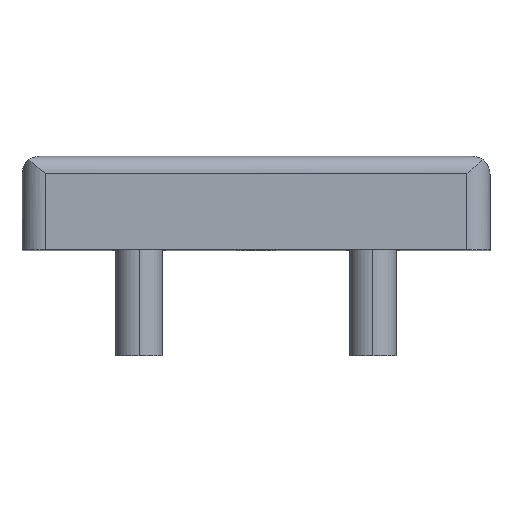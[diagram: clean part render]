
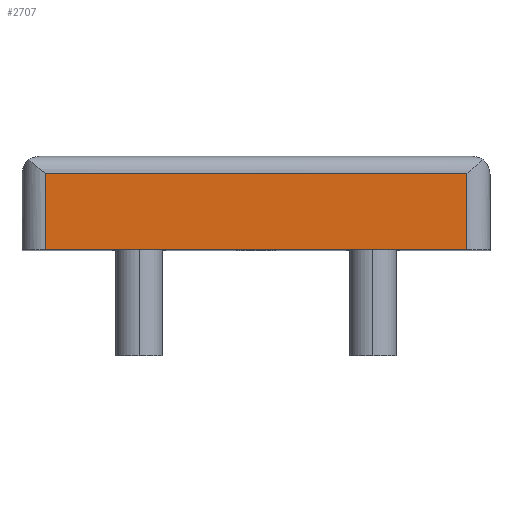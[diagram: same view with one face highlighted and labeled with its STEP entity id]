
A CAD part, top view. The second image highlights one B-rep face of the part: STEP entity #2707.
In plain terms, the highlighted planar face has unit normal (0, 0, 1).
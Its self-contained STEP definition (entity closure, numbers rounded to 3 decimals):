
#19 = LINE ( 'NONE', #1411, #429 ) ;
#68 = CARTESIAN_POINT ( 'NONE',  ( -36., 0., 40. ) ) ;
#106 = DIRECTION ( 'NONE',  ( 0., -1., 0. ) ) ;
#110 = EDGE_CURVE ( 'NONE', #2477, #1378, #19, .T. ) ;
#123 = DIRECTION ( 'NONE',  ( 1., 0., 0. ) ) ;
#189 = CARTESIAN_POINT ( 'NONE',  ( 36., 0., 40. ) ) ;
#230 = ORIENTED_EDGE ( 'NONE', *, *, #453, .T. ) ;
#285 = DIRECTION ( 'NONE',  ( 0., -1., 0. ) ) ;
#304 = PLANE ( 'NONE',  #461 ) ;
#412 = EDGE_LOOP ( 'NONE', ( #983, #1007, #230, #1570 ) ) ;
#429 = VECTOR ( 'NONE', #791, 1000. ) ;
#453 = EDGE_CURVE ( 'NONE', #1378, #960, #979, .T. ) ;
#461 = AXIS2_PLACEMENT_3D ( 'NONE', #189, #1284, #832 ) ;
#538 = VECTOR ( 'NONE', #106, 1000. ) ;
#612 = LINE ( 'NONE', #2347, #538 ) ;
#662 = EDGE_CURVE ( 'NONE', #960, #708, #1532, .T. ) ;
#708 = VERTEX_POINT ( 'NONE', #1471 ) ;
#791 = DIRECTION ( 'NONE',  ( -1., 0., 0. ) ) ;
#832 = DIRECTION ( 'NONE',  ( 1., 0., 0. ) ) ;
#960 = VERTEX_POINT ( 'NONE', #1123 ) ;
#979 = LINE ( 'NONE', #68, #2568 ) ;
#983 = ORIENTED_EDGE ( 'NONE', *, *, #2281, .F. ) ;
#1007 = ORIENTED_EDGE ( 'NONE', *, *, #110, .T. ) ;
#1123 = CARTESIAN_POINT ( 'NONE',  ( -36., 0., 40. ) ) ;
#1284 = DIRECTION ( 'NONE',  ( 0., 0., 1. ) ) ;
#1378 = VERTEX_POINT ( 'NONE', #1559 ) ;
#1411 = CARTESIAN_POINT ( 'NONE',  ( 36., 13., 40. ) ) ;
#1432 = VECTOR ( 'NONE', #123, 1000. ) ;
#1471 = CARTESIAN_POINT ( 'NONE',  ( 36., 0., 40. ) ) ;
#1532 = LINE ( 'NONE', #2763, #1432 ) ;
#1559 = CARTESIAN_POINT ( 'NONE',  ( -36., 13., 40. ) ) ;
#1570 = ORIENTED_EDGE ( 'NONE', *, *, #662, .T. ) ;
#1929 = FACE_OUTER_BOUND ( 'NONE', #412, .T. ) ;
#2281 = EDGE_CURVE ( 'NONE', #2477, #708, #612, .T. ) ;
#2347 = CARTESIAN_POINT ( 'NONE',  ( 36., 0., 40. ) ) ;
#2477 = VERTEX_POINT ( 'NONE', #2847 ) ;
#2568 = VECTOR ( 'NONE', #285, 1000. ) ;
#2707 = ADVANCED_FACE ( 'NONE', ( #1929 ), #304, .T. ) ;
#2763 = CARTESIAN_POINT ( 'NONE',  ( 0., 0., 40. ) ) ;
#2847 = CARTESIAN_POINT ( 'NONE',  ( 36., 13., 40. ) ) ;
